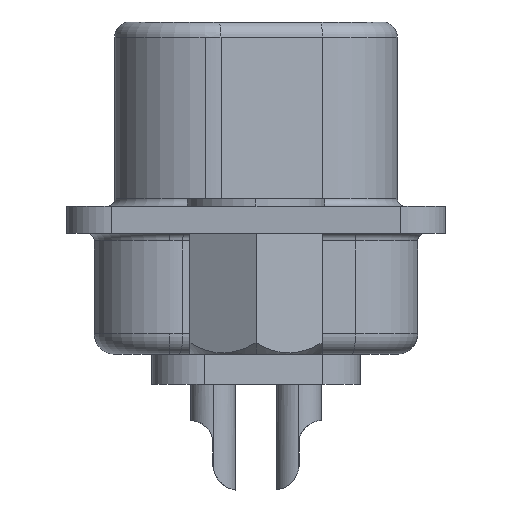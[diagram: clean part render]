
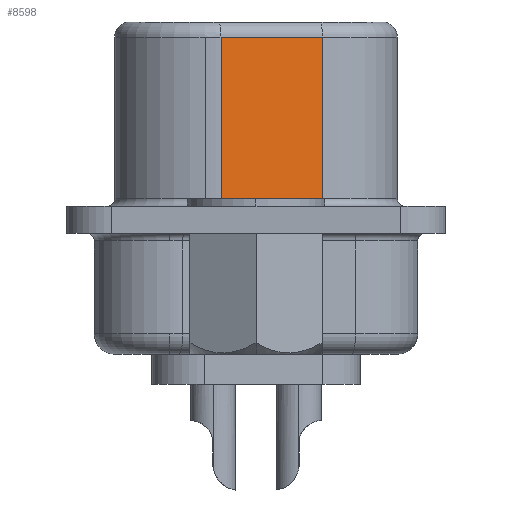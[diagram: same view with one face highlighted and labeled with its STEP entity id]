
A CAD part, left-side view. The second image highlights one B-rep face of the part: STEP entity #8598.
In plain terms, the highlighted planar face has unit normal (-0.985, -0.174, 0).
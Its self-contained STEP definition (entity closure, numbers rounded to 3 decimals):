
#837 = CARTESIAN_POINT ( 'NONE',  ( -19.934, 1.159, 6.05 ) ) ;
#843 = CARTESIAN_POINT ( 'NONE',  ( -19.934, 1.159, 0.7 ) ) ;
#921 = CARTESIAN_POINT ( 'NONE',  ( -19.342, -2.201, 6.05 ) ) ;
#926 = CARTESIAN_POINT ( 'NONE',  ( -19.342, -2.201, 0.7 ) ) ;
#1718 = CARTESIAN_POINT ( 'NONE',  ( -19.342, -2.201, 0.7 ) ) ;
#1719 = DIRECTION ( 'NONE',  ( 0.174, -0.985, 0. ) ) ;
#3456 = EDGE_LOOP ( 'NONE', ( #14072, #14073, #14074, #14075 ) ) ;
#3971 = EDGE_CURVE ( 'NONE', #17054, #17060, #13061, .T. ) ;
#4045 = EDGE_CURVE ( 'NONE', #17138, #17143, #13157, .T. ) ;
#4191 = EDGE_CURVE ( 'NONE', #17138, #17054, #13341, .T. ) ;
#5229 = FACE_OUTER_BOUND ( 'NONE', #3456, .T. ) ;
#6007 = AXIS2_PLACEMENT_3D ( 'NONE', #6773, #6777, #6778 ) ;
#6773 = CARTESIAN_POINT ( 'NONE',  ( -19.934, 1.159, 6.55 ) ) ;
#6775 = PLANE ( 'NONE',  #6007 ) ;
#6777 = DIRECTION ( 'NONE',  ( 0.985, 0.174, 0. ) ) ;
#6778 = DIRECTION ( 'NONE',  ( -0.174, 0.985, 0. ) ) ;
#8260 = LINE ( 'NONE', #1718, #8265 ) ;
#8265 = VECTOR ( 'NONE', #1719, 1000. ) ;
#8598 = ADVANCED_FACE ( 'NONE', ( #5229 ), #6775, .F. ) ;
#9384 = CARTESIAN_POINT ( 'NONE',  ( -19.934, 1.159, 6.55 ) ) ;
#9401 = DIRECTION ( 'NONE',  ( 0., 0., -1. ) ) ;
#9690 = CARTESIAN_POINT ( 'NONE',  ( -19.342, -2.201, 6.55 ) ) ;
#9691 = DIRECTION ( 'NONE',  ( 0., 0., -1. ) ) ;
#10618 = EDGE_CURVE ( 'NONE', #17060, #17143, #8260, .T. ) ;
#12005 = CARTESIAN_POINT ( 'NONE',  ( -19.934, 1.159, 6.05 ) ) ;
#12006 = DIRECTION ( 'NONE',  ( -0.174, 0.985, 0. ) ) ;
#13061 = LINE ( 'NONE', #9384, #13066 ) ;
#13066 = VECTOR ( 'NONE', #9401, 1000. ) ;
#13157 = LINE ( 'NONE', #9690, #13160 ) ;
#13160 = VECTOR ( 'NONE', #9691, 1000. ) ;
#13341 = LINE ( 'NONE', #12005, #13344 ) ;
#13344 = VECTOR ( 'NONE', #12006, 1000. ) ;
#14072 = ORIENTED_EDGE ( 'NONE', *, *, #3971, .T. ) ;
#14073 = ORIENTED_EDGE ( 'NONE', *, *, #10618, .T. ) ;
#14074 = ORIENTED_EDGE ( 'NONE', *, *, #4045, .F. ) ;
#14075 = ORIENTED_EDGE ( 'NONE', *, *, #4191, .T. ) ;
#17054 = VERTEX_POINT ( 'NONE', #837 ) ;
#17060 = VERTEX_POINT ( 'NONE', #843 ) ;
#17138 = VERTEX_POINT ( 'NONE', #921 ) ;
#17143 = VERTEX_POINT ( 'NONE', #926 ) ;
